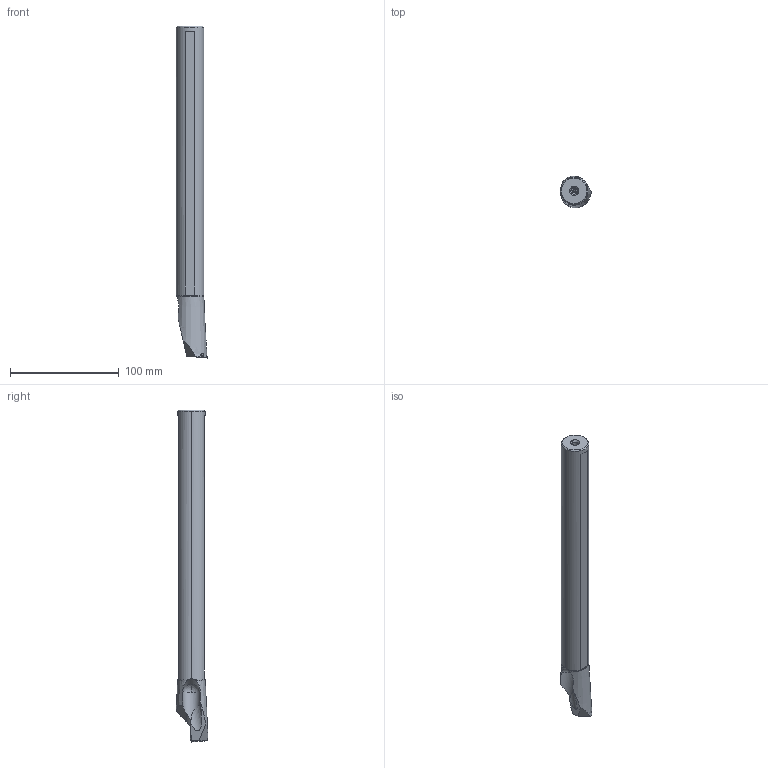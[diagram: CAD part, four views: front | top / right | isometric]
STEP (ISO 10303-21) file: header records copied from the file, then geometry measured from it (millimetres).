
FILE_DESCRIPTION(/* description */ (''),/* implementation_level */ '2;1');
FILE_NAME(/* name */ 'S-FSTUPL-162-C_IR0_016.stp',/* time_stamp */ '2023-02-09T11:13:44+09:00',/* author */ (''),/* organization */ (''),/* preprocessor_version */ 'ST-DEVELOPER v16',/* originating_system */ 'SIEMENS PLM Software NX 10.0',/* authorisation */ '');
FILE_SCHEMA (('AUTOMOTIVE_DESIGN { 1 0 10303 214 3 1 1 1 }'));
Length unit declared in the file: millimetre
Products named in the file (1): S-FSTUPL-162-C_IR0_016_ASM
Bounding box: 28.9 x 29.09 x 304.8 mm (x, y, z)
Volume: 136538.2 mm3; surface area: 30312.9 mm2
Topology: 2 solids, 2 shells, 112 faces, 323 edges, 216 vertices
Faces by surface type: cylinder 40, plane 38, cone 20, sphere 8, torus 6
Entity records: 4239 total; most frequent: CARTESIAN_POINT 1240, ORIENTED_EDGE 614, DIRECTION 613, EDGE_CURVE 307, AXIS2_PLACEMENT_3D 245, VERTEX_POINT 203, LINE 123, VECTOR 123
